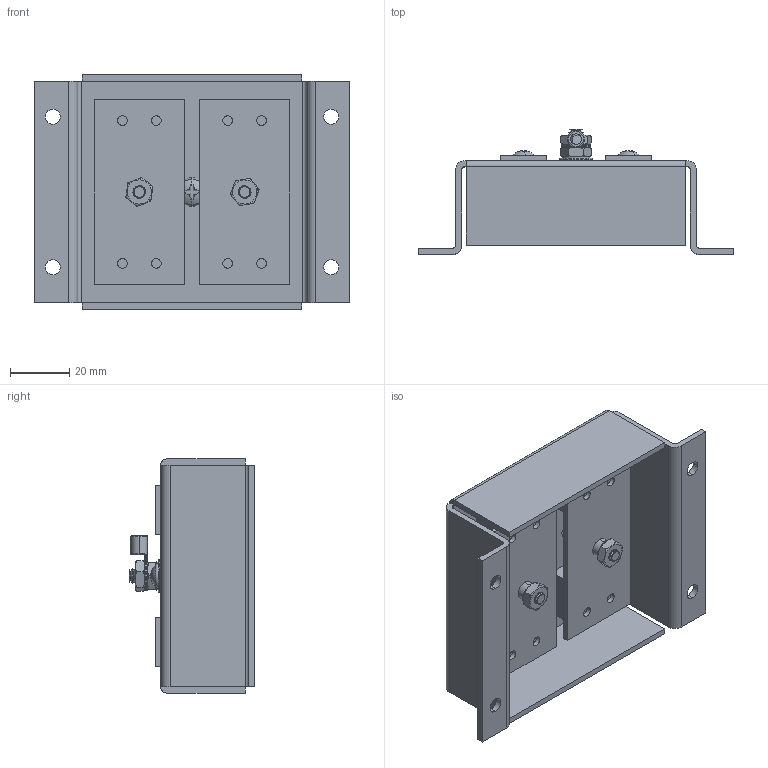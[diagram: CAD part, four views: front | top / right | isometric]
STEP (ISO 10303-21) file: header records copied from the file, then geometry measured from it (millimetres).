
FILE_DESCRIPTION (( 'STEP AP214' ), '1' );
FILE_NAME ('CMSP-CAT6T-2.STEP', '2013-11-19T20:23:20', ( 'L-Com' ), ( 'L-Com Global Connectivity' ), 'SwSTEP 2.0', 'SolidWorks 2012', '' );
FILE_SCHEMA (( 'AUTOMOTIVE_DESIGN' ));
Length unit declared in the file: inch
Products named in the file (13): XFW-0026; HYP356_assy; XFN-0018; 1AJ03-012; 1AJ02-063; XCT-0005; XFN-0003; XFW-0002; XFW-0004; XFS-0016; XMH-0034; 1AG02-060; CMSP-CAT6T-2
Assembly tree (21 placements, depth 2):
  CMSP-CAT6T-2
    1AG02-060
    XMH-0034  x2
    XFS-0016
    XFW-0004
    XFW-0002
    XFN-0003  x2
    XCT-0005
    1AJ02-063  x2
    1AJ03-012  x4
    XFN-0018  x2
    HYP356_assy  x2
    XFW-0026  x2
Bounding box: 106.68 x 42.4 x 79.03 mm (x, y, z)
Volume: 51947.3 mm3; surface area: 51416.8 mm2
Topology: 21 solids, 21 shells, 1129 faces, 2725 edges, 1663 vertices
Faces by surface type: plane 393, cone 382, cylinder 253, torus 87, bspline 14
Entity records: 22199 total; most frequent: CARTESIAN_POINT 4694, DIRECTION 3477, ORIENTED_EDGE 3190, EDGE_CURVE 1595, AXIS2_PLACEMENT_3D 1298, VERTEX_POINT 975, LINE 881, VECTOR 881
